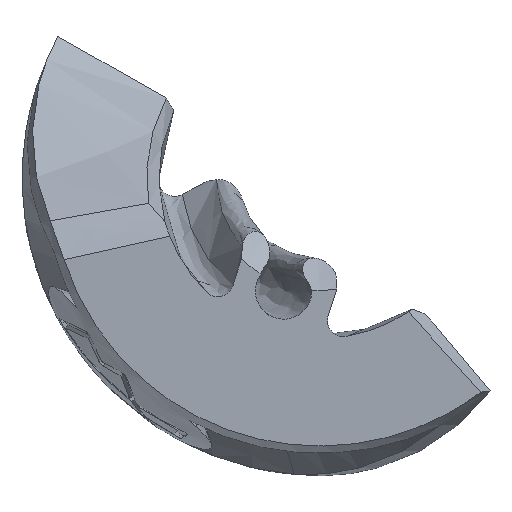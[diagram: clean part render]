
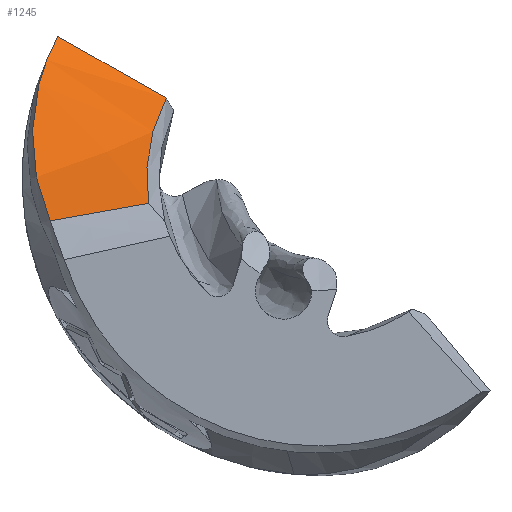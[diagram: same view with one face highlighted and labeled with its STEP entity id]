
A CAD part, top view. The second image highlights one B-rep face of the part: STEP entity #1245.
In plain terms, the highlighted free-form (B-spline) face has degree [3, 3] with [4, 5] control points.
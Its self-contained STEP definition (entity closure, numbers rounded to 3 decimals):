
#131=B_SPLINE_SURFACE_WITH_KNOTS('',3,3,((#1944,#1945,#1946,#1947,#1948),
(#1949,#1950,#1951,#1952,#1953),(#1954,#1955,#1956,#1957,#1958),(#1959,
#1960,#1961,#1962,#1963)),.UNSPECIFIED.,.F.,.F.,.F.,(4,4),(4,1,4),(-2.901,
-1.35),(3.757,5.066,6.048),
 .UNSPECIFIED.);
#167=FACE_OUTER_BOUND('',#242,.T.);
#242=EDGE_LOOP('',(#881,#882,#883,#884));
#353=B_SPLINE_CURVE_WITH_KNOTS('',3,(#1939,#1940,#1941,#1942,#1943),
 .UNSPECIFIED.,.F.,.F.,(4,1,4),(0.344,1.926,2.919),
 .UNSPECIFIED.);
#354=B_SPLINE_CURVE_WITH_KNOTS('',3,(#1965,#1966,#1967,#1968),
 .UNSPECIFIED.,.F.,.F.,(4,4),(-1.707,-0.161),
 .UNSPECIFIED.);
#355=B_SPLINE_CURVE_WITH_KNOTS('',3,(#1970,#1971,#1972,#1973,#1974,#1975,
#1976,#1977),.UNSPECIFIED.,.F.,.F.,(4,2,2,4),(-3.669,-2.936,
-1.836,-0.366),.UNSPECIFIED.);
#356=B_SPLINE_CURVE_WITH_KNOTS('',3,(#1978,#1979,#1980,#1981),
 .UNSPECIFIED.,.F.,.F.,(4,4),(0.162,1.401),
 .UNSPECIFIED.);
#512=VERTEX_POINT('',#1916);
#515=VERTEX_POINT('',#1931);
#516=VERTEX_POINT('',#1964);
#517=VERTEX_POINT('',#1969);
#660=EDGE_CURVE('',#515,#512,#353,.T.);
#661=EDGE_CURVE('',#516,#515,#354,.T.);
#662=EDGE_CURVE('',#517,#516,#355,.T.);
#663=EDGE_CURVE('',#512,#517,#356,.T.);
#881=ORIENTED_EDGE('',*,*,#660,.F.);
#882=ORIENTED_EDGE('',*,*,#661,.F.);
#883=ORIENTED_EDGE('',*,*,#662,.F.);
#884=ORIENTED_EDGE('',*,*,#663,.F.);
#1245=ADVANCED_FACE('',(#167),#131,.F.);
#1916=CARTESIAN_POINT('',(-21.263,-3.182,60.01));
#1931=CARTESIAN_POINT('',(-19.067,9.935,37.991));
#1939=CARTESIAN_POINT('Ctrl Pts',(-19.067,9.935,37.991));
#1940=CARTESIAN_POINT('Ctrl Pts',(-20.355,7.463,42.529));
#1941=CARTESIAN_POINT('Ctrl Pts',(-21.641,3.086,49.822));
#1942=CARTESIAN_POINT('Ctrl Pts',(-21.521,-1.455,57.166));
#1943=CARTESIAN_POINT('Ctrl Pts',(-21.263,-3.182,60.01));
#1944=CARTESIAN_POINT('Ctrl Pts',(-32.548,17.611,37.496));
#1945=CARTESIAN_POINT('Ctrl Pts',(-34.743,13.554,41.861));
#1946=CARTESIAN_POINT('Ctrl Pts',(-37.24,5.73,49.498));
#1947=CARTESIAN_POINT('Ctrl Pts',(-37.089,-2.421,57.135));
#1948=CARTESIAN_POINT('Ctrl Pts',(-36.544,-5.837,60.408));
#1949=CARTESIAN_POINT('Ctrl Pts',(-28.009,15.138,37.501));
#1950=CARTESIAN_POINT('Ctrl Pts',(-29.895,11.647,41.865));
#1951=CARTESIAN_POINT('Ctrl Pts',(-32.04,4.915,49.503));
#1952=CARTESIAN_POINT('Ctrl Pts',(-31.908,-2.098,57.14));
#1953=CARTESIAN_POINT('Ctrl Pts',(-31.437,-5.036,60.413));
#1954=CARTESIAN_POINT('Ctrl Pts',(-23.47,12.665,37.508));
#1955=CARTESIAN_POINT('Ctrl Pts',(-25.048,9.74,41.872));
#1956=CARTESIAN_POINT('Ctrl Pts',(-26.841,4.099,49.509));
#1957=CARTESIAN_POINT('Ctrl Pts',(-26.726,-1.775,57.146));
#1958=CARTESIAN_POINT('Ctrl Pts',(-26.33,-4.236,60.419));
#1959=CARTESIAN_POINT('Ctrl Pts',(-18.931,10.192,37.517));
#1960=CARTESIAN_POINT('Ctrl Pts',(-20.201,7.832,41.881));
#1961=CARTESIAN_POINT('Ctrl Pts',(-21.642,3.283,49.518));
#1962=CARTESIAN_POINT('Ctrl Pts',(-21.545,-1.452,57.155));
#1963=CARTESIAN_POINT('Ctrl Pts',(-21.224,-3.436,60.429));
#1964=CARTESIAN_POINT('',(-32.533,17.603,37.496));
#1965=CARTESIAN_POINT('Ctrl Pts',(-32.533,17.603,37.496));
#1966=CARTESIAN_POINT('Ctrl Pts',(-28.09,15.006,37.648));
#1967=CARTESIAN_POINT('Ctrl Pts',(-23.592,12.432,37.824));
#1968=CARTESIAN_POINT('Ctrl Pts',(-19.067,9.935,37.991));
#1969=CARTESIAN_POINT('',(-33.493,-5.359,60.411));
#1970=CARTESIAN_POINT('Ctrl Pts',(-33.493,-5.359,60.411));
#1971=CARTESIAN_POINT('Ctrl Pts',(-34.191,-3.772,58.681));
#1972=CARTESIAN_POINT('Ctrl Pts',(-34.73,-2.106,56.962));
#1973=CARTESIAN_POINT('Ctrl Pts',(-35.653,2.185,52.674));
#1974=CARTESIAN_POINT('Ctrl Pts',(-35.818,4.848,50.133));
#1975=CARTESIAN_POINT('Ctrl Pts',(-35.264,11.039,44.191));
#1976=CARTESIAN_POINT('Ctrl Pts',(-34.232,14.492,40.852));
#1977=CARTESIAN_POINT('Ctrl Pts',(-32.533,17.603,37.496));
#1978=CARTESIAN_POINT('Ctrl Pts',(-21.263,-3.182,60.01));
#1979=CARTESIAN_POINT('Ctrl Pts',(-25.346,-3.86,60.144));
#1980=CARTESIAN_POINT('Ctrl Pts',(-29.421,-4.591,60.284));
#1981=CARTESIAN_POINT('Ctrl Pts',(-33.493,-5.359,60.411));
